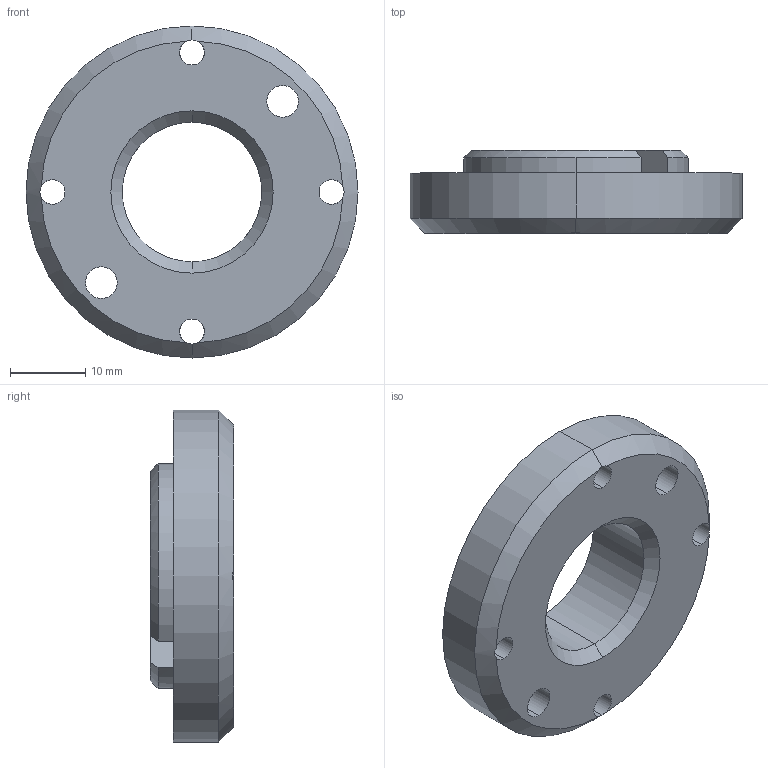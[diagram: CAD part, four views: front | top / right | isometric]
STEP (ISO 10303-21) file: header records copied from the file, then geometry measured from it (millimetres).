
FILE_DESCRIPTION (( 'STEP AP203' ), '1' );
FILE_NAME ('ROV-USI-038A-SUPPORTUT.STEP', '2024-05-23T08:23:23', ( '' ), ( '' ), 'SwSTEP 2.0', 'SolidWorks 2016', '' );
FILE_SCHEMA (( 'CONFIG_CONTROL_DESIGN' ));
Length unit declared in the file: millimetre
Products named in the file (1): ROV-USI-038A-SUPPORTUT
Bounding box: 44 x 11 x 44 mm (x, y, z)
Volume: 10114.8 mm3; surface area: 4712.1 mm2
Topology: 1 solids, 1 shells, 39 faces, 117 edges, 76 vertices
Faces by surface type: cylinder 22, plane 10, cone 7
Entity records: 1478 total; most frequent: CARTESIAN_POINT 283, DIRECTION 247, ORIENTED_EDGE 234, EDGE_CURVE 117, AXIS2_PLACEMENT_3D 100, VERTEX_POINT 76, CIRCLE 60, EDGE_LOOP 49
